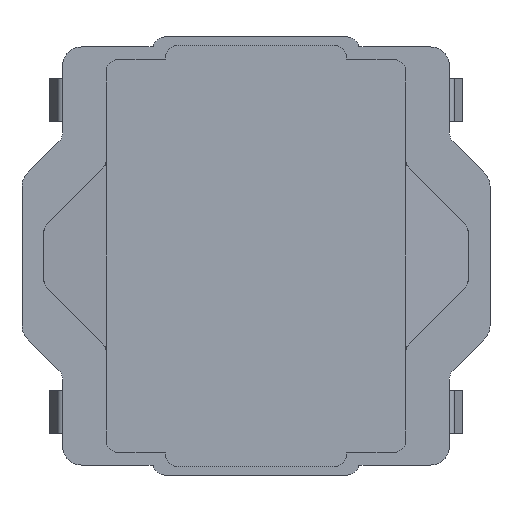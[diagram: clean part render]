
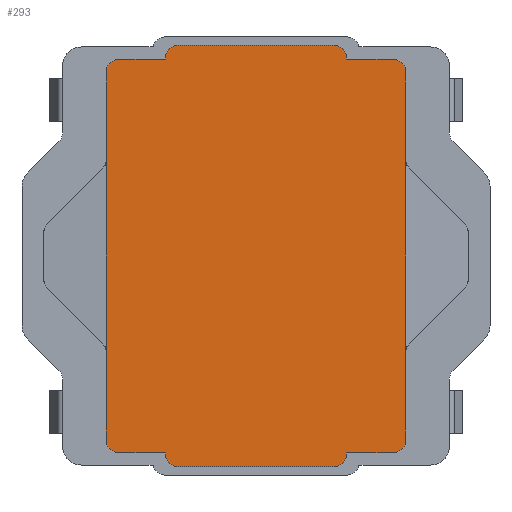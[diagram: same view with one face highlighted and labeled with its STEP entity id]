
A CAD part, front view. The second image highlights one B-rep face of the part: STEP entity #293.
In plain terms, the highlighted planar face has unit normal (0, -1, 0).
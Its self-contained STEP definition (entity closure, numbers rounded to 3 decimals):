
#293=ADVANCED_FACE('NONE',(#715),#716,.F.);
#715=FACE_OUTER_BOUND('',#1260,.T.);
#716=PLANE('',#1261);
#1260=EDGE_LOOP('',(#2223,#2224,#2225,#2226,#2227,#2228,#2229,#2230,#2231,#2232,#2233,#2234,#2235,#2236,#2237,#2238,#2239,#2240,#2241,#2242,#2243,#2244,#2245,#2246));
#1261=AXIS2_PLACEMENT_3D('',#2247,#2248,#2249);
#2223=ORIENTED_EDGE('',*,*,#3719,.F.);
#2224=ORIENTED_EDGE('',*,*,#3720,.T.);
#2225=ORIENTED_EDGE('',*,*,#3721,.T.);
#2226=ORIENTED_EDGE('',*,*,#3722,.T.);
#2227=ORIENTED_EDGE('',*,*,#3723,.T.);
#2228=ORIENTED_EDGE('',*,*,#3724,.T.);
#2229=ORIENTED_EDGE('',*,*,#3725,.T.);
#2230=ORIENTED_EDGE('',*,*,#3726,.T.);
#2231=ORIENTED_EDGE('',*,*,#3727,.F.);
#2232=ORIENTED_EDGE('',*,*,#3728,.F.);
#2233=ORIENTED_EDGE('',*,*,#3729,.F.);
#2234=ORIENTED_EDGE('',*,*,#3730,.F.);
#2235=ORIENTED_EDGE('',*,*,#3731,.F.);
#2236=ORIENTED_EDGE('',*,*,#3732,.F.);
#2237=ORIENTED_EDGE('',*,*,#3733,.T.);
#2238=ORIENTED_EDGE('',*,*,#3734,.T.);
#2239=ORIENTED_EDGE('',*,*,#3735,.T.);
#2240=ORIENTED_EDGE('',*,*,#3736,.T.);
#2241=ORIENTED_EDGE('',*,*,#3737,.T.);
#2242=ORIENTED_EDGE('',*,*,#3738,.F.);
#2243=ORIENTED_EDGE('',*,*,#3739,.F.);
#2244=ORIENTED_EDGE('',*,*,#3740,.F.);
#2245=ORIENTED_EDGE('',*,*,#3741,.F.);
#2246=ORIENTED_EDGE('',*,*,#3742,.F.);
#2247=CARTESIAN_POINT('',(2.8,0.0,-3.05));
#2248=DIRECTION('',(0.0,1.0,0.0));
#2249=DIRECTION('',(1.0,0.0,-0.0));
#3719=EDGE_CURVE('NONE',#4643,#4644,#4645,.T.);
#3720=EDGE_CURVE('NONE',#4643,#4646,#4647,.T.);
#3721=EDGE_CURVE('NONE',#4646,#4648,#4649,.T.);
#3722=EDGE_CURVE('NONE',#4648,#4650,#4651,.T.);
#3723=EDGE_CURVE('NONE',#4650,#4652,#4653,.T.);
#3724=EDGE_CURVE('NONE',#4652,#4654,#4655,.T.);
#3725=EDGE_CURVE('NONE',#4654,#4656,#4657,.T.);
#3726=EDGE_CURVE('NONE',#4656,#4658,#4659,.T.);
#3727=EDGE_CURVE('NONE',#4660,#4658,#4661,.T.);
#3728=EDGE_CURVE('NONE',#4662,#4660,#4663,.T.);
#3729=EDGE_CURVE('NONE',#4664,#4662,#4665,.T.);
#3730=EDGE_CURVE('NONE',#4666,#4664,#4667,.T.);
#3731=EDGE_CURVE('NONE',#4668,#4666,#4669,.T.);
#3732=EDGE_CURVE('NONE',#4670,#4668,#4671,.T.);
#3733=EDGE_CURVE('NONE',#4670,#4672,#4673,.T.);
#3734=EDGE_CURVE('NONE',#4672,#4674,#4675,.T.);
#3735=EDGE_CURVE('NONE',#4674,#4676,#4677,.T.);
#3736=EDGE_CURVE('NONE',#4676,#4678,#4679,.T.);
#3737=EDGE_CURVE('NONE',#4678,#4680,#4681,.T.);
#3738=EDGE_CURVE('NONE',#4682,#4680,#4683,.T.);
#3739=EDGE_CURVE('NONE',#4684,#4682,#4685,.T.);
#3740=EDGE_CURVE('NONE',#4686,#4684,#4687,.T.);
#3741=EDGE_CURVE('NONE',#4688,#4686,#4689,.T.);
#3742=EDGE_CURVE('NONE',#4644,#4688,#4690,.T.);
#4643=VERTEX_POINT('NONE',#5820);
#4644=VERTEX_POINT('NONE',#5821);
#4645=LINE('',#5822,#5823);
#4646=VERTEX_POINT('NONE',#5824);
#4647=LINE('',#5825,#5826);
#4648=VERTEX_POINT('NONE',#5827);
#4649=LINE('',#5828,#5829);
#4650=VERTEX_POINT('NONE',#5830);
#4651=CIRCLE('',#5831,0.2);
#4652=VERTEX_POINT('NONE',#5832);
#4653=LINE('',#5833,#5834);
#4654=VERTEX_POINT('NONE',#5835);
#4655=LINE('',#5836,#5837);
#4656=VERTEX_POINT('NONE',#5838);
#4657=CIRCLE('',#5839,0.2);
#4658=VERTEX_POINT('NONE',#5840);
#4659=LINE('',#5841,#5842);
#4660=VERTEX_POINT('NONE',#5843);
#4661=CIRCLE('',#5844,0.2);
#4662=VERTEX_POINT('NONE',#5845);
#4663=LINE('',#5846,#5847);
#4664=VERTEX_POINT('NONE',#5848);
#4665=LINE('',#5849,#5850);
#4666=VERTEX_POINT('NONE',#5851);
#4667=CIRCLE('',#5852,0.2);
#4668=VERTEX_POINT('NONE',#5853);
#4669=LINE('',#5854,#5855);
#4670=VERTEX_POINT('NONE',#5856);
#4671=LINE('',#5857,#5858);
#4672=VERTEX_POINT('NONE',#5859);
#4673=LINE('',#5860,#5861);
#4674=VERTEX_POINT('NONE',#5862);
#4675=CIRCLE('',#5863,0.2);
#4676=VERTEX_POINT('NONE',#5864);
#4677=LINE('',#5865,#5866);
#4678=VERTEX_POINT('NONE',#5867);
#4679=LINE('',#5868,#5869);
#4680=VERTEX_POINT('NONE',#5870);
#4681=CIRCLE('',#5871,0.2);
#4682=VERTEX_POINT('NONE',#5872);
#4683=LINE('',#5873,#5874);
#4684=VERTEX_POINT('NONE',#5875);
#4685=CIRCLE('',#5876,0.2);
#4686=VERTEX_POINT('NONE',#5877);
#4687=LINE('',#5878,#5879);
#4688=VERTEX_POINT('NONE',#5880);
#4689=LINE('',#5881,#5882);
#4690=CIRCLE('',#5883,0.2);
#5820=CARTESIAN_POINT('',(2.4,0.0,-1.544));
#5821=CARTESIAN_POINT('',(2.4,0.0,-2.95));
#5822=CARTESIAN_POINT('',(2.4,0.0,-2.95));
#5823=VECTOR('',#7067,1000.0);
#5824=CARTESIAN_POINT('',(2.4,0.0,1.544));
#5825=CARTESIAN_POINT('',(2.4,0.0,-3.513));
#5826=VECTOR('',#7068,1000.0);
#5827=CARTESIAN_POINT('',(2.4,0.0,2.95));
#5828=CARTESIAN_POINT('',(2.4,0.0,2.95));
#5829=VECTOR('',#7069,1000.0);
#5830=CARTESIAN_POINT('',(2.2,0.0,3.15));
#5831=AXIS2_PLACEMENT_3D('',#7070,#7071,#7072);
#5832=CARTESIAN_POINT('',(1.45,0.0,3.15));
#5833=CARTESIAN_POINT('',(1.45,0.0,3.15));
#5834=VECTOR('',#7073,1000.0);
#5835=CARTESIAN_POINT('',(1.45,0.0,3.175));
#5836=CARTESIAN_POINT('',(1.45,0.0,3.175));
#5837=VECTOR('',#7074,1000.0);
#5838=CARTESIAN_POINT('',(1.25,0.0,3.375));
#5839=AXIS2_PLACEMENT_3D('',#7075,#7076,#7077);
#5840=CARTESIAN_POINT('',(-1.25,0.0,3.375));
#5841=CARTESIAN_POINT('',(0.0,0.0,3.375));
#5842=VECTOR('',#7078,1000.0);
#5843=CARTESIAN_POINT('',(-1.45,0.0,3.175));
#5844=AXIS2_PLACEMENT_3D('',#7079,#7080,#7081);
#5845=CARTESIAN_POINT('',(-1.45,0.0,3.15));
#5846=CARTESIAN_POINT('',(-1.45,0.0,3.175));
#5847=VECTOR('',#7082,1000.0);
#5848=CARTESIAN_POINT('',(-2.2,0.0,3.15));
#5849=CARTESIAN_POINT('',(-1.45,0.0,3.15));
#5850=VECTOR('',#7083,1000.0);
#5851=CARTESIAN_POINT('',(-2.4,0.0,2.95));
#5852=AXIS2_PLACEMENT_3D('',#7084,#7085,#7086);
#5853=CARTESIAN_POINT('',(-2.4,0.0,1.544));
#5854=CARTESIAN_POINT('',(-2.4,0.0,2.95));
#5855=VECTOR('',#7087,1000.0);
#5856=CARTESIAN_POINT('',(-2.4,0.0,-1.544));
#5857=CARTESIAN_POINT('',(-2.4,0.0,-3.513));
#5858=VECTOR('',#7088,1000.0);
#5859=CARTESIAN_POINT('',(-2.4,0.0,-2.95));
#5860=CARTESIAN_POINT('',(-2.4,0.0,-2.95));
#5861=VECTOR('',#7089,1000.0);
#5862=CARTESIAN_POINT('',(-2.2,0.0,-3.15));
#5863=AXIS2_PLACEMENT_3D('',#7090,#7091,#7092);
#5864=CARTESIAN_POINT('',(-1.45,0.0,-3.15));
#5865=CARTESIAN_POINT('',(-1.45,0.0,-3.15));
#5866=VECTOR('',#7093,1000.0);
#5867=CARTESIAN_POINT('',(-1.45,0.0,-3.175));
#5868=CARTESIAN_POINT('',(-1.45,0.0,-3.175));
#5869=VECTOR('',#7094,1000.0);
#5870=CARTESIAN_POINT('',(-1.25,0.0,-3.375));
#5871=AXIS2_PLACEMENT_3D('',#7095,#7096,#7097);
#5872=CARTESIAN_POINT('',(1.25,0.0,-3.375));
#5873=CARTESIAN_POINT('',(0.0,0.0,-3.375));
#5874=VECTOR('',#7098,1000.0);
#5875=CARTESIAN_POINT('',(1.45,0.0,-3.175));
#5876=AXIS2_PLACEMENT_3D('',#7099,#7100,#7101);
#5877=CARTESIAN_POINT('',(1.45,0.0,-3.15));
#5878=CARTESIAN_POINT('',(1.45,0.0,-3.175));
#5879=VECTOR('',#7102,1000.0);
#5880=CARTESIAN_POINT('',(2.2,0.0,-3.15));
#5881=CARTESIAN_POINT('',(1.45,0.0,-3.15));
#5882=VECTOR('',#7103,1000.0);
#5883=AXIS2_PLACEMENT_3D('',#7104,#7105,#7106);
#7067=DIRECTION('',(0.,0.0,-1.0));
#7068=DIRECTION('',(0.0,0.0,1.0));
#7069=DIRECTION('',(0.,0.0,1.0));
#7070=CARTESIAN_POINT('',(2.2,0.0,2.95));
#7071=DIRECTION('',(0.0,-1.0,0.0));
#7072=DIRECTION('',(0.0,0.0,1.0));
#7073=DIRECTION('',(-1.0,0.0,0.0));
#7074=DIRECTION('',(0.0,0.0,1.0));
#7075=CARTESIAN_POINT('',(1.25,0.0,3.175));
#7076=DIRECTION('',(0.0,-1.0,0.0));
#7077=DIRECTION('',(0.0,0.0,-1.0));
#7078=DIRECTION('',(-1.0,0.0,0.0));
#7079=CARTESIAN_POINT('',(-1.25,0.0,3.175));
#7080=DIRECTION('',(0.0,1.0,0.0));
#7081=DIRECTION('',(0.0,0.0,-1.0));
#7082=DIRECTION('',(0.0,0.0,1.0));
#7083=DIRECTION('',(1.0,0.0,0.0));
#7084=CARTESIAN_POINT('',(-2.2,0.0,2.95));
#7085=DIRECTION('',(0.0,1.0,0.0));
#7086=DIRECTION('',(0.0,0.0,1.0));
#7087=DIRECTION('',(0.,0.0,1.0));
#7088=DIRECTION('',(0.0,0.0,1.0));
#7089=DIRECTION('',(0.,0.0,-1.0));
#7090=CARTESIAN_POINT('',(-2.2,0.0,-2.95));
#7091=DIRECTION('',(0.0,-1.0,0.0));
#7092=DIRECTION('',(0.0,0.0,-1.0));
#7093=DIRECTION('',(1.0,0.0,0.0));
#7094=DIRECTION('',(0.0,0.0,-1.0));
#7095=CARTESIAN_POINT('',(-1.25,0.0,-3.175));
#7096=DIRECTION('',(0.0,-1.0,0.0));
#7097=DIRECTION('',(0.0,0.0,1.0));
#7098=DIRECTION('',(-1.0,0.0,0.0));
#7099=CARTESIAN_POINT('',(1.25,0.0,-3.175));
#7100=DIRECTION('',(0.0,1.0,0.0));
#7101=DIRECTION('',(0.0,0.0,1.0));
#7102=DIRECTION('',(0.0,0.0,-1.0));
#7103=DIRECTION('',(-1.0,0.0,0.0));
#7104=CARTESIAN_POINT('',(2.2,0.0,-2.95));
#7105=DIRECTION('',(0.0,1.0,0.0));
#7106=DIRECTION('',(0.0,0.0,-1.0));
